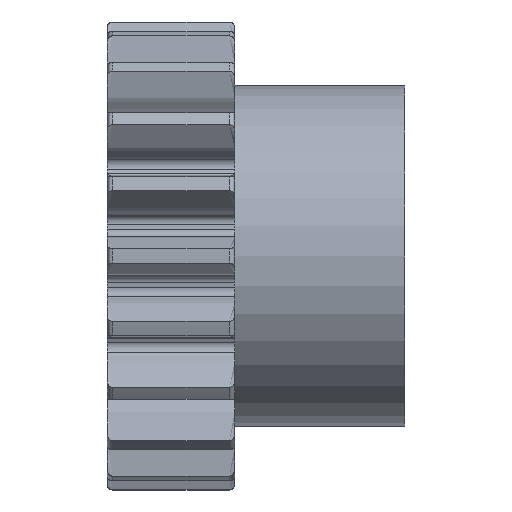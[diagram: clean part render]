
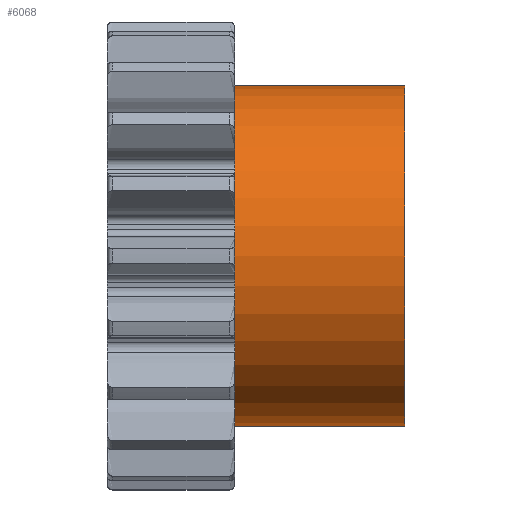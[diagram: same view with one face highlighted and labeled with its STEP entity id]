
A CAD part, front view. The second image highlights one B-rep face of the part: STEP entity #6068.
In plain terms, the highlighted cylindrical face has radius 6.346 mm (diameter 12.692 mm), a partial arc.
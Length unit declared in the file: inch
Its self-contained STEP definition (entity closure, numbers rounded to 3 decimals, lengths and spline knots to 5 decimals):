
#242 = ORIENTED_EDGE ( 'NONE', *, *, #6296, .F. ) ;
#483 = DIRECTION ( 'NONE',  ( 1., 0., 0. ) ) ;
#518 = EDGE_CURVE ( 'NONE', #5890, #1038, #5106, .T. ) ;
#578 = AXIS2_PLACEMENT_3D ( 'NONE', #4160, #483, #4803 ) ;
#756 = AXIS2_PLACEMENT_3D ( 'NONE', #2116, #6445, #2729 ) ;
#1038 = VERTEX_POINT ( 'NONE', #5646 ) ;
#1171 = DIRECTION ( 'NONE',  ( -1., 0., 0. ) ) ;
#1451 = VERTEX_POINT ( 'NONE', #2900 ) ;
#1702 = AXIS2_PLACEMENT_3D ( 'NONE', #7337, #1171, #1794 ) ;
#1794 = DIRECTION ( 'NONE',  ( 0., 0., 1. ) ) ;
#1827 = VECTOR ( 'NONE', #3247, 39.37008 ) ;
#2057 = FACE_OUTER_BOUND ( 'NONE', #4515, .T. ) ;
#2069 = LINE ( 'NONE', #7673, #3306 ) ;
#2116 = CARTESIAN_POINT ( 'NONE',  ( 0.3435, 0., 0. ) ) ;
#2729 = DIRECTION ( 'NONE',  ( 0., 0., -1. ) ) ;
#2900 = CARTESIAN_POINT ( 'NONE',  ( 0.0935, 0., -0.24985 ) ) ;
#3247 = DIRECTION ( 'NONE',  ( -1., 0., 0. ) ) ;
#3304 = CARTESIAN_POINT ( 'NONE',  ( 0.3435, 0., 0.24985 ) ) ;
#3306 = VECTOR ( 'NONE', #7051, 39.37008 ) ;
#3455 = CARTESIAN_POINT ( 'NONE',  ( 0.3435, 0., 0.24985 ) ) ;
#3508 = CYLINDRICAL_SURFACE ( 'NONE', #1702, 0.24985 ) ;
#4149 = EDGE_CURVE ( 'NONE', #1038, #1451, #6629, .T. ) ;
#4160 = CARTESIAN_POINT ( 'NONE',  ( 0.0935, 0., 0. ) ) ;
#4515 = EDGE_LOOP ( 'NONE', ( #242, #7198, #7291, #4755 ) ) ;
#4755 = ORIENTED_EDGE ( 'NONE', *, *, #4149, .T. ) ;
#4803 = DIRECTION ( 'NONE',  ( 0., 0., 1. ) ) ;
#5106 = LINE ( 'NONE', #3304, #1827 ) ;
#5201 = EDGE_CURVE ( 'NONE', #5890, #5954, #7089, .T. ) ;
#5646 = CARTESIAN_POINT ( 'NONE',  ( 0.0935, 0., 0.24985 ) ) ;
#5890 = VERTEX_POINT ( 'NONE', #3455 ) ;
#5954 = VERTEX_POINT ( 'NONE', #6587 ) ;
#6068 = ADVANCED_FACE ( 'NONE', ( #2057 ), #3508, .T. ) ;
#6296 = EDGE_CURVE ( 'NONE', #5954, #1451, #2069, .T. ) ;
#6445 = DIRECTION ( 'NONE',  ( 1., 0., 0. ) ) ;
#6587 = CARTESIAN_POINT ( 'NONE',  ( 0.3435, 0., -0.24985 ) ) ;
#6629 = CIRCLE ( 'NONE', #578, 0.24985 ) ;
#7051 = DIRECTION ( 'NONE',  ( -1., 0., 0. ) ) ;
#7089 = CIRCLE ( 'NONE', #756, 0.24985 ) ;
#7198 = ORIENTED_EDGE ( 'NONE', *, *, #5201, .F. ) ;
#7291 = ORIENTED_EDGE ( 'NONE', *, *, #518, .T. ) ;
#7337 = CARTESIAN_POINT ( 'NONE',  ( 0.3435, 0., 0. ) ) ;
#7673 = CARTESIAN_POINT ( 'NONE',  ( 0.3435, 0., -0.24985 ) ) ;
